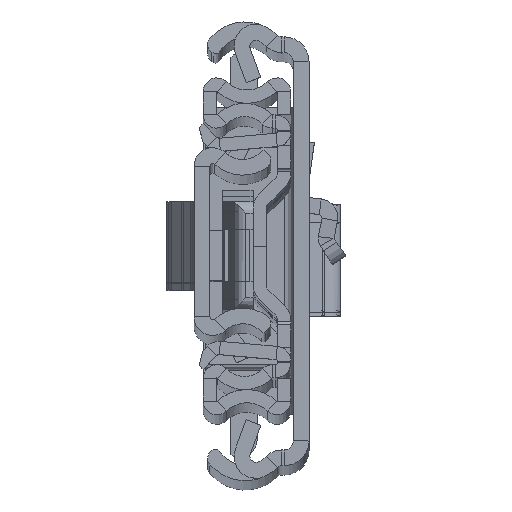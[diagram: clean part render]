
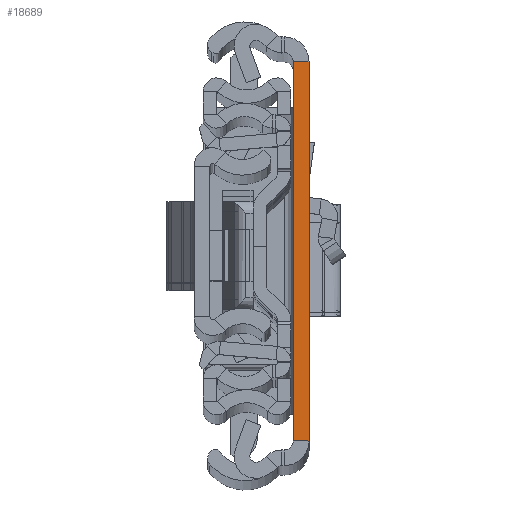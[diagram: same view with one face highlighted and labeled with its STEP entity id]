
A CAD part, top view. The second image highlights one B-rep face of the part: STEP entity #18689.
In plain terms, the highlighted planar face has unit normal (0, 0, 1).
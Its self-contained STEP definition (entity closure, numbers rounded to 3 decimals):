
#154 = VECTOR ( 'NONE', #1485, 1000. ) ;
#486 = VERTEX_POINT ( 'NONE', #11474 ) ;
#1380 = CARTESIAN_POINT ( 'NONE',  ( 2.6, -31.5, 0. ) ) ;
#1465 = DIRECTION ( 'NONE',  ( 1., 0., 0. ) ) ;
#1485 = DIRECTION ( 'NONE',  ( 0., 1., 0. ) ) ;
#1840 = EDGE_LOOP ( 'NONE', ( #11820, #2123, #16193, #9500 ) ) ;
#2123 = ORIENTED_EDGE ( 'NONE', *, *, #13048, .F. ) ;
#2134 = DIRECTION ( 'NONE',  ( 0., 1., 0. ) ) ;
#2750 = VECTOR ( 'NONE', #7636, 1000. ) ;
#3504 = PLANE ( 'NONE',  #6731 ) ;
#3589 = CARTESIAN_POINT ( 'NONE',  ( 2.6, -31.5, 0. ) ) ;
#4689 = LINE ( 'NONE', #11966, #2750 ) ;
#5182 = DIRECTION ( 'NONE',  ( 0., 0., -1. ) ) ;
#5570 = CARTESIAN_POINT ( 'NONE',  ( 0., -31.5, 0. ) ) ;
#5688 = EDGE_CURVE ( 'NONE', #8616, #5788, #4689, .T. ) ;
#5788 = VERTEX_POINT ( 'NONE', #3589 ) ;
#6713 = LINE ( 'NONE', #17583, #13170 ) ;
#6731 = AXIS2_PLACEMENT_3D ( 'NONE', #18310, #5182, #2134 ) ;
#7399 = DIRECTION ( 'NONE',  ( 0., 1., 0. ) ) ;
#7559 = EDGE_CURVE ( 'NONE', #486, #11070, #15167, .T. ) ;
#7636 = DIRECTION ( 'NONE',  ( 1., 0., 0. ) ) ;
#8616 = VERTEX_POINT ( 'NONE', #5570 ) ;
#9500 = ORIENTED_EDGE ( 'NONE', *, *, #19283, .T. ) ;
#11070 = VERTEX_POINT ( 'NONE', #17616 ) ;
#11474 = CARTESIAN_POINT ( 'NONE',  ( 0., 31.5, 0. ) ) ;
#11814 = LINE ( 'NONE', #1380, #154 ) ;
#11820 = ORIENTED_EDGE ( 'NONE', *, *, #7559, .F. ) ;
#11966 = CARTESIAN_POINT ( 'NONE',  ( 2.6, -31.5, 0. ) ) ;
#12274 = FACE_OUTER_BOUND ( 'NONE', #1840, .T. ) ;
#13048 = EDGE_CURVE ( 'NONE', #8616, #486, #6713, .T. ) ;
#13170 = VECTOR ( 'NONE', #7399, 1000. ) ;
#13880 = VECTOR ( 'NONE', #1465, 1000. ) ;
#15167 = LINE ( 'NONE', #15257, #13880 ) ;
#15257 = CARTESIAN_POINT ( 'NONE',  ( 2.6, 31.5, 0. ) ) ;
#16193 = ORIENTED_EDGE ( 'NONE', *, *, #5688, .T. ) ;
#17583 = CARTESIAN_POINT ( 'NONE',  ( 0., -31.5, 0. ) ) ;
#17616 = CARTESIAN_POINT ( 'NONE',  ( 2.6, 31.5, 0. ) ) ;
#18310 = CARTESIAN_POINT ( 'NONE',  ( 2.6, -31.5, 0. ) ) ;
#18689 = ADVANCED_FACE ( 'NONE', ( #12274 ), #3504, .F. ) ;
#19283 = EDGE_CURVE ( 'NONE', #5788, #11070, #11814, .T. ) ;
